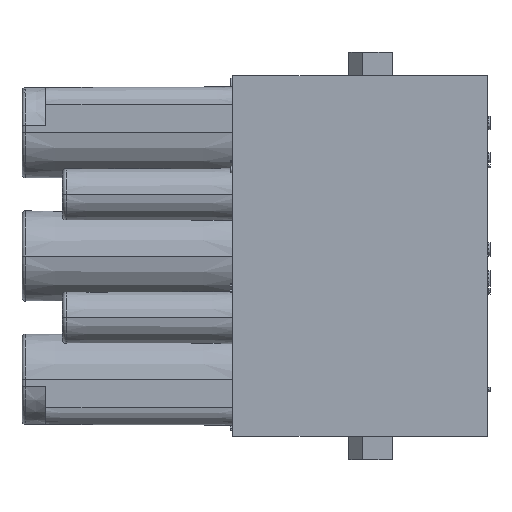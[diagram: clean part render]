
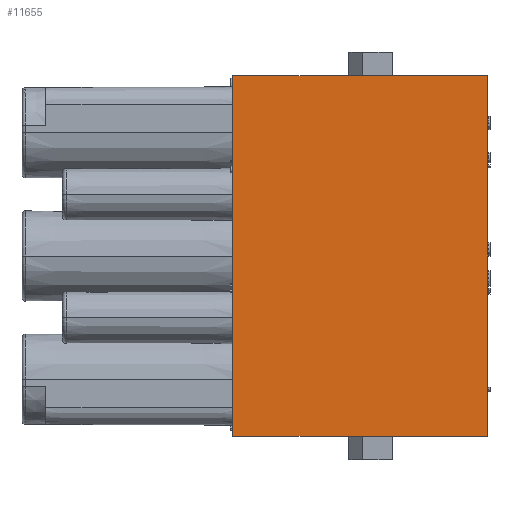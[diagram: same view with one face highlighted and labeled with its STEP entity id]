
A CAD part, left-side view. The second image highlights one B-rep face of the part: STEP entity #11655.
In plain terms, the highlighted planar face has unit normal (-1, 0, 0).
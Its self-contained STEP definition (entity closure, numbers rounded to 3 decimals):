
#360=DIRECTION('',(0.,0.,1.));
#361=VECTOR('',#360,30.3);
#362=CARTESIAN_POINT('',(-7.3,-39.1,-15.15));
#363=LINE('',#362,#361);
#3289=DIRECTION('',(0.,-1.,0.));
#3290=VECTOR('',#3289,21.4);
#3291=CARTESIAN_POINT('',(-7.3,-17.7,15.15));
#3292=LINE('',#3291,#3290);
#3293=DIRECTION('',(0.,1.,0.));
#3294=VECTOR('',#3293,21.4);
#3295=CARTESIAN_POINT('',(-7.3,-39.1,-15.15));
#3296=LINE('',#3295,#3294);
#3297=DIRECTION('',(0.,0.,1.));
#3298=VECTOR('',#3297,30.3);
#3299=CARTESIAN_POINT('',(-7.3,-17.7,-15.15));
#3300=LINE('',#3299,#3298);
#5868=CARTESIAN_POINT('',(-7.3,-17.7,15.15));
#5870=VERTEX_POINT('',#5868);
#5873=CARTESIAN_POINT('',(-7.3,-17.7,-15.15));
#5875=VERTEX_POINT('',#5873);
#6592=CARTESIAN_POINT('',(-7.3,-39.1,15.15));
#6594=VERTEX_POINT('',#6592);
#6598=CARTESIAN_POINT('',(-7.3,-39.1,-15.15));
#6599=VERTEX_POINT('',#6598);
#11644=CARTESIAN_POINT('',(-7.3,0.,-15.15));
#11645=DIRECTION('',(-1.,0.,0.));
#11646=DIRECTION('',(0.,0.,1.));
#11647=AXIS2_PLACEMENT_3D('',#11644,#11645,#11646);
#11648=PLANE('',#11647);
#11649=ORIENTED_EDGE('',*,*,#11474,.T.);
#11650=ORIENTED_EDGE('',*,*,#8146,.F.);
#11651=ORIENTED_EDGE('',*,*,#11399,.T.);
#11652=ORIENTED_EDGE('',*,*,#9024,.T.);
#11653=EDGE_LOOP('',(#11649,#11650,#11651,#11652));
#11654=FACE_OUTER_BOUND('',#11653,.F.);
#11655=ADVANCED_FACE('',(#11654),#11648,.T.);
#8146=EDGE_CURVE('',#6599,#6594,#363,.T.);
#9024=EDGE_CURVE('',#5875,#5870,#3300,.T.);
#11399=EDGE_CURVE('',#6599,#5875,#3296,.T.);
#11474=EDGE_CURVE('',#5870,#6594,#3292,.T.);
